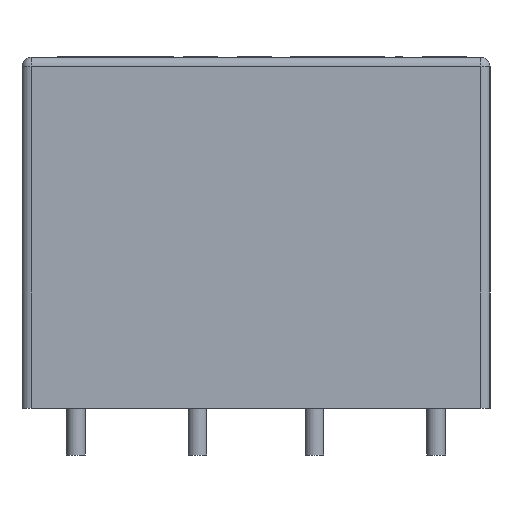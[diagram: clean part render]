
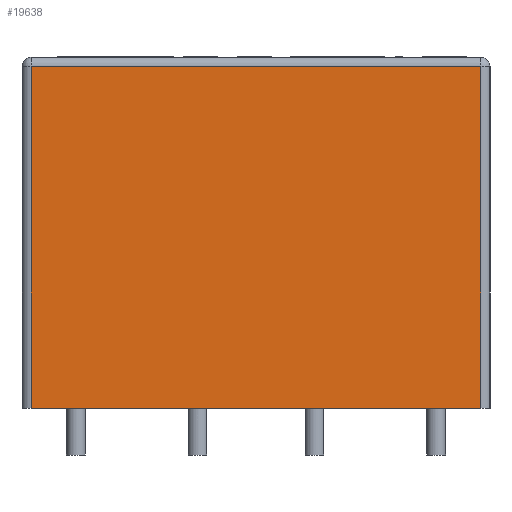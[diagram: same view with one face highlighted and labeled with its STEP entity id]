
A CAD part, left-side view. The second image highlights one B-rep face of the part: STEP entity #19638.
In plain terms, the highlighted planar face has unit normal (-1, 0, 0).
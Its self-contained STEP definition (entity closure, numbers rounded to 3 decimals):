
#2465=FACE_OUTER_BOUND('',#3642,.T.);
#3642=EDGE_LOOP('',(#17828,#17829,#17830,#17831));
#5597=LINE('',#35805,#7556);
#5600=LINE('',#35818,#7559);
#5602=LINE('',#35822,#7561);
#5606=LINE('',#35831,#7565);
#7556=VECTOR('',#23756,10.);
#7559=VECTOR('',#23771,10.);
#7561=VECTOR('',#23777,10.);
#7565=VECTOR('',#23791,10.);
#9426=VERTEX_POINT('',#35798);
#9428=VERTEX_POINT('',#35803);
#9429=VERTEX_POINT('',#35808);
#9431=VERTEX_POINT('',#35814);
#12223=EDGE_CURVE('',#9428,#9426,#5597,.T.);
#12230=EDGE_CURVE('',#9429,#9431,#5600,.T.);
#12232=EDGE_CURVE('',#9426,#9429,#5602,.T.);
#12236=EDGE_CURVE('',#9431,#9428,#5606,.T.);
#17828=ORIENTED_EDGE('',*,*,#12223,.F.);
#17829=ORIENTED_EDGE('',*,*,#12236,.F.);
#17830=ORIENTED_EDGE('',*,*,#12230,.F.);
#17831=ORIENTED_EDGE('',*,*,#12232,.F.);
#18479=PLANE('',#20383);
#19638=ADVANCED_FACE('',(#2465),#18479,.T.);
#20383=AXIS2_PLACEMENT_3D('',#35830,#23789,#23790);
#23756=DIRECTION('',(0.,0.,1.));
#23771=DIRECTION('',(0.,0.,-1.));
#23777=DIRECTION('',(0.,-1.,0.));
#23789=DIRECTION('center_axis',(-1.,0.,0.));
#23790=DIRECTION('ref_axis',(0.,-1.,0.));
#23791=DIRECTION('',(0.,1.,0.));
#35798=CARTESIAN_POINT('',(-17.,9.6,14.6));
#35803=CARTESIAN_POINT('',(-17.,9.6,0.));
#35805=CARTESIAN_POINT('',(-17.,9.6,0.));
#35808=CARTESIAN_POINT('',(-17.,-9.6,14.6));
#35814=CARTESIAN_POINT('',(-17.,-9.6,0.));
#35818=CARTESIAN_POINT('',(-17.,-9.6,0.));
#35822=CARTESIAN_POINT('',(-17.,5.,14.6));
#35830=CARTESIAN_POINT('Origin',(-17.,10.,0.));
#35831=CARTESIAN_POINT('',(-17.,-10.,0.));
